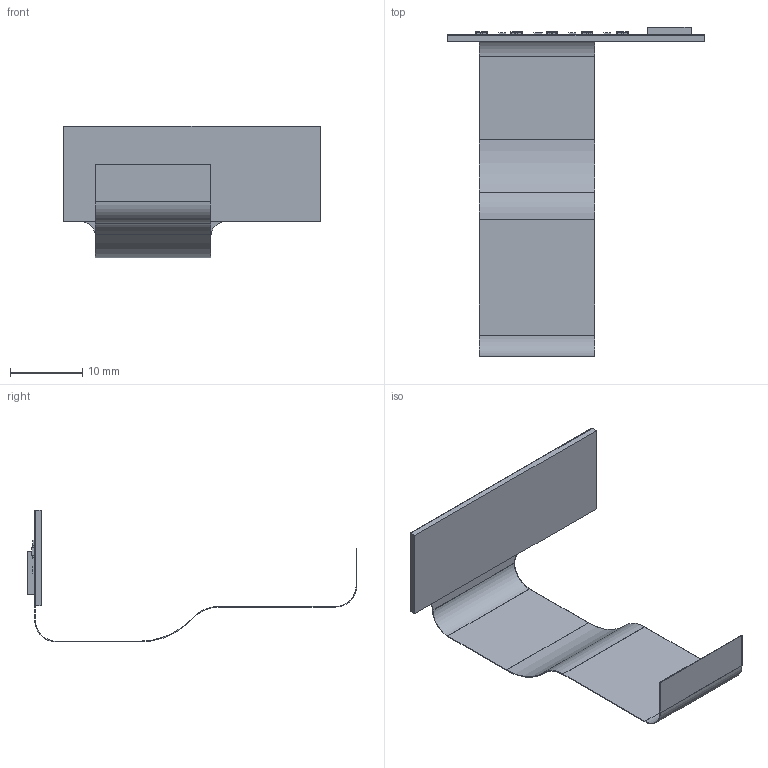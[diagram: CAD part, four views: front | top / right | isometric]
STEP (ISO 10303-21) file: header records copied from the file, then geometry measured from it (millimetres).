
FILE_DESCRIPTION(/* description */ (''),/* implementation_level */ '2;1');
FILE_NAME(/* name */ 'rpi-led-indicator.step',/* time_stamp */ '2022-03-16T12:54:30+01:00',/* author */ (''),/* organization */ (''),/* preprocessor_version */ 'ST-DEVELOPER v18.1',/* originating_system */ 'Autodesk Translation Framework v10.13.0.1454',/* authorisation */ '');
FILE_SCHEMA (('AUTOMOTIVE_DESIGN { 1 0 10303 214 3 1 1 }'));
Length unit declared in the file: millimetre
Products named in the file (1): rpi-led-indicator
Bounding box: 35.55 x 45.64 x 18.26 mm (x, y, z)
Volume: 557.1 mm3; surface area: 3843.9 mm2
Topology: 2 solids, 2 shells, 414 faces, 1170 edges, 772 vertices
Faces by surface type: plane 374, cylinder 40
Entity records: 13201 total; most frequent: CARTESIAN_POINT 2357, ORIENTED_EDGE 2340, DIRECTION 2080, EDGE_CURVE 1170, LINE 1090, VECTOR 1090, VERTEX_POINT 772, AXIS2_PLACEMENT_3D 495
